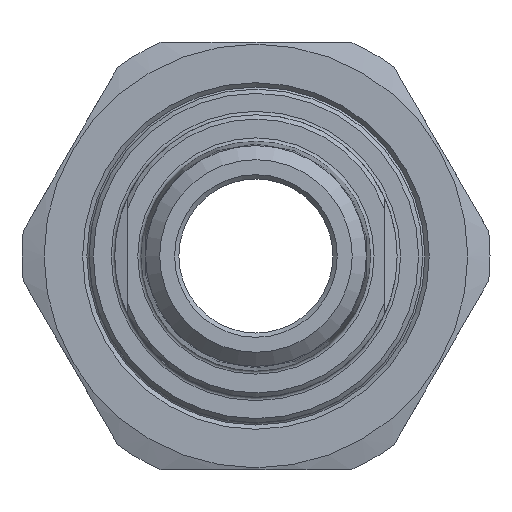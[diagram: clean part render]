
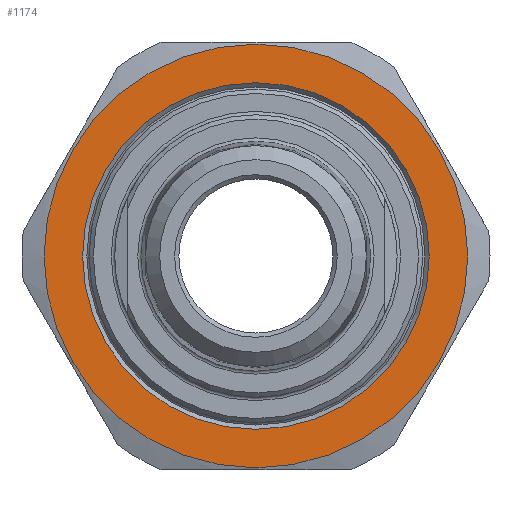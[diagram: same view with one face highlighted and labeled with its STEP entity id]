
A CAD part, left-side view. The second image highlights one B-rep face of the part: STEP entity #1174.
In plain terms, the highlighted planar face has unit normal (-1, 0, 0).
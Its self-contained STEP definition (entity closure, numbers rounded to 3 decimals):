
#48=FACE_BOUND('',#220,.T.);
#107=PLANE('',#1340);
#145=FACE_OUTER_BOUND('',#219,.T.);
#219=EDGE_LOOP('',(#875));
#220=EDGE_LOOP('',(#876));
#418=CIRCLE('',#1330,24.75);
#419=CIRCLE('',#1335,20.25);
#527=VERTEX_POINT('',#2004);
#528=VERTEX_POINT('',#2014);
#656=EDGE_CURVE('',#527,#527,#418,.T.);
#658=EDGE_CURVE('',#528,#528,#419,.T.);
#875=ORIENTED_EDGE('',*,*,#656,.T.);
#876=ORIENTED_EDGE('',*,*,#658,.F.);
#1174=ADVANCED_FACE('',(#145,#48),#107,.F.);
#1330=AXIS2_PLACEMENT_3D('',#2006,#1552,#1553);
#1335=AXIS2_PLACEMENT_3D('',#2015,#1562,#1563);
#1340=AXIS2_PLACEMENT_3D('',#2025,#1574,#1575);
#1552=DIRECTION('center_axis',(-1.,0.,0.));
#1553=DIRECTION('ref_axis',(0.,1.,0.));
#1562=DIRECTION('center_axis',(-1.,0.,0.));
#1563=DIRECTION('ref_axis',(0.,-1.,0.));
#1574=DIRECTION('center_axis',(1.,0.,0.));
#1575=DIRECTION('ref_axis',(0.,0.,-1.));
#2004=CARTESIAN_POINT('',(-18.5,-24.75,0.));
#2006=CARTESIAN_POINT('Origin',(-18.5,0.,0.));
#2014=CARTESIAN_POINT('',(-18.5,20.25,0.));
#2015=CARTESIAN_POINT('Origin',(-18.5,0.,0.));
#2025=CARTESIAN_POINT('Origin',(-18.5,0.,0.));
